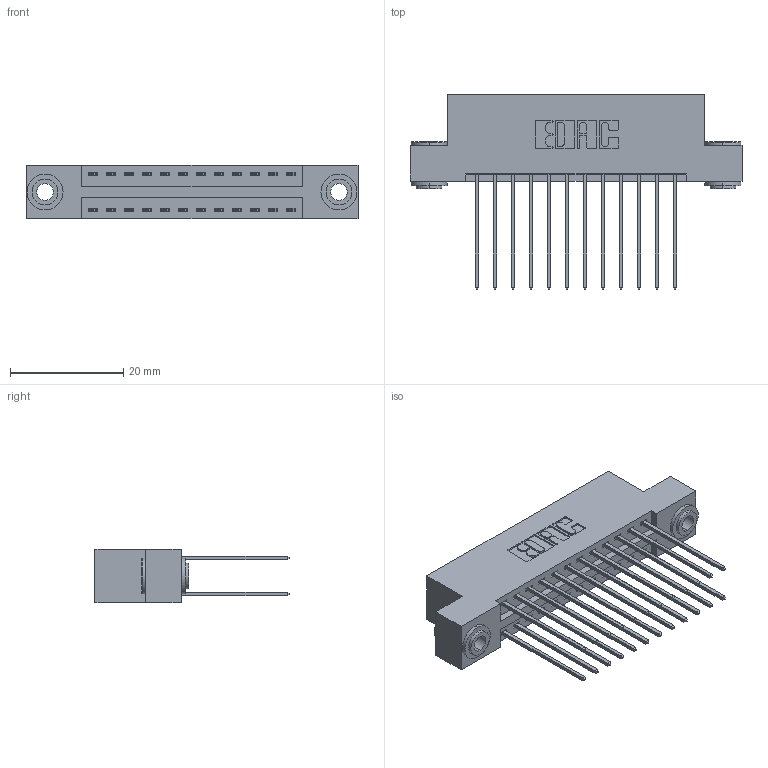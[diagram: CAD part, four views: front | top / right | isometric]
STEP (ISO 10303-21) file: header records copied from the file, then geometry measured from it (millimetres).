
FILE_DESCRIPTION (( 'STEP AP203' ), '1' );
FILE_NAME ('346-024-541-203.STEP', '2022-05-18T23:39:50', ( '' ), ( '' ), 'SwSTEP 2.0', 'SolidWorks 2020', '' );
FILE_SCHEMA (( 'CONFIG_CONTROL_DESIGN' ));
Length unit declared in the file: inch
Products named in the file (4): 346-024-541-203; 346 Part_Flush Mounting Lugs - 0.156 Dia-TH; 345-292-001_345-293-141; 345-250-002_345-250-002-102
Assembly tree (27 placements, depth 2):
  346-024-541-203
    346 Part_Flush Mounting Lugs - 0.156 Dia-TH
    345-292-001_345-293-141  x24
    345-250-002_345-250-002-102  x2
Bounding box: 58.67 x 34.29 x 9.4 mm (x, y, z)
Volume: 5627.4 mm3; surface area: 8172.8 mm2
Topology: 27 solids, 27 shells, 1422 faces, 4161 edges, 2738 vertices
Faces by surface type: plane 940, cylinder 474, cone 8
Entity records: 12954 total; most frequent: CARTESIAN_POINT 2157, ORIENTED_EDGE 2082, DIRECTION 1983, EDGE_CURVE 1041, LINE 837, VECTOR 837, VERTEX_POINT 690, AXIS2_PLACEMENT_3D 573
